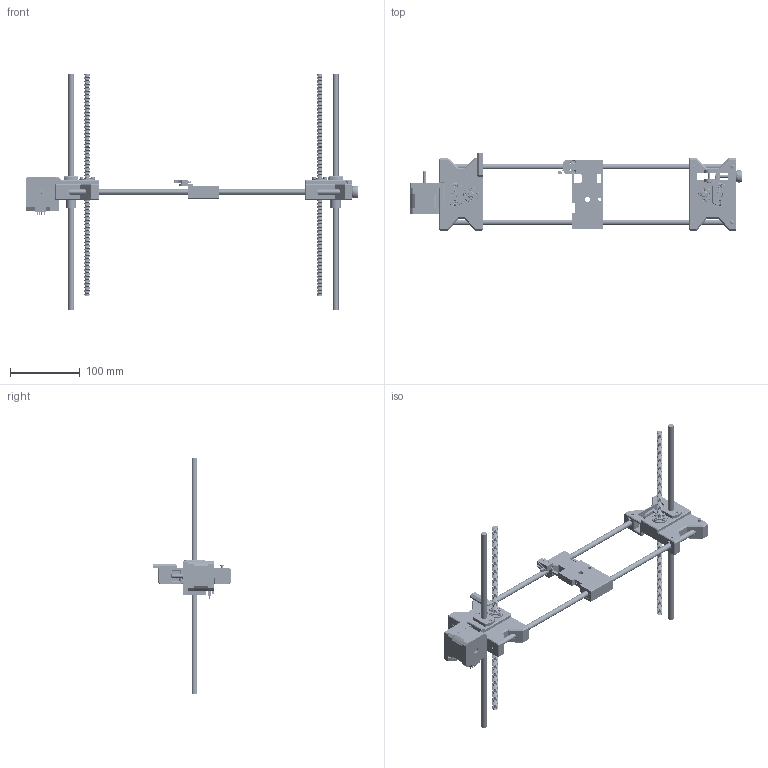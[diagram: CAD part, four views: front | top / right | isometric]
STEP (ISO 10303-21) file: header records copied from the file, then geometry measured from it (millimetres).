
FILE_DESCRIPTION(('FreeCAD Model'),'2;1');
FILE_NAME('Z-Axis Carriages_assembled.step','2020-08-11T20:48:12',(''),( ''),'Open CASCADE STEP processor 7.3','FreeCAD','Unknown');
FILE_SCHEMA(('CONFIG_CONTROL_DESIGN','SHAPE_APPEARANCE_LAYER_MIM'));
Length unit declared in the file: millimetre
Products named in the file (65): ZX-Axis_Carriages; Z-Rods; D8x340_Rod_Z-Left; D8x340_Rod_Z-Right; DriveUnit_Z; LeadScrew_8x319_001; LeadScrew_8x319_002; Z-axis_cross_beam_assembly__(up/down); Z-Carriage_Left; Carriage_Left; MotorHolder; Screws,Nuts,Bearing_Left; LMH8LUU_001; TR-NutWithFlange_001; M3x16-Screw052; M3x16-Screw050; M3x16-Screw051; M3x16-Screw049; M3x16-Screw044; M3x16-Screw046; M3-Nut016; M3-Nut023; M3-Nut022; M3-Nut025; M3-Nut024; M3-Nut026; Z-Carriage_Right; Carriage_Right; Tensioner_IdlerHolder_Bolt; Tensioner_IdlerHolder_Screw; Tensioner_AdjustingWheel; Screws,Nuts,Bearing_Right; LMH8LUU_002; TR-NutWithFlange_002; M3x16-Screw020; M3x16-Screw023; M3x16-Screw024; M3x16-Screw025; M3x16-Screw015; M3x16-Screw014 ...
Assembly tree (64 placements, depth 5):
  ZX-Axis_Carriages
    Z-Rods
      D8x340_Rod_Z-Left
      D8x340_Rod_Z-Right
    DriveUnit_Z
      LeadScrew_8x319_001
      LeadScrew_8x319_002
    Z-axis_cross_beam_assembly__(up/down)
      Z-Carriage_Left
        Carriage_Left
        MotorHolder
        Screws,Nuts,Bearing_Left
          LMH8LUU_001
          TR-NutWithFlange_001
          M3x16-Screw052
          M3x16-Screw050
          M3x16-Screw051
          M3x16-Screw049
          M3x16-Screw044
          M3x16-Screw046
          M3-Nut016
          M3-Nut023
          M3-Nut022
          M3-Nut025
          M3-Nut024
          M3-Nut026
      Z-Carriage_Right
        Carriage_Right
        Tensioner_IdlerHolder_Bolt
        Tensioner_IdlerHolder_Screw
        Tensioner_AdjustingWheel
        Screws,Nuts,Bearing_Right
          LMH8LUU_002
          TR-NutWithFlange_002
          M3x16-Screw020
          M3x16-Screw023
          M3x16-Screw024
          M3x16-Screw025
          M3x16-Screw015
          M3x16-Screw014
          M3-Nut010
          M3-Nut008
          M3-Nut
          M3-Nut009
          M3-Nut007
          M3-Nut006
          M3x16-Screw
          M3-Nut011
          M3x10-Screw001
          M3x10-Screw
          M3-Nut014
          M3-Nut015
          M4x35-Screw
          M4-Nut
      X-Axis
        X-Rods
          D8x418_Rod_X-Front
          D8x418_Rod_X-Back
        X-Sled_(Left/Right)
          AluSled001
Bounding box: 476.8 x 111 x 340.02 mm (x, y, z)
Volume: 461537 mm3; surface area: 195164.7 mm2
Topology: 55 solids, 55 shells, 3021 faces, 6530 edges, 3708 vertices
Faces by surface type: cone 1075, plane 983, cylinder 917, revolution 28, sphere 16, torus 2
Full cylindrical faces by diameter (mm): 0.8 x3, 1 x3, 1.4 x4, 1.8 x2, 2.35 x2, 2.459 x15, 2.5 x8, 3 x21, 3.2 x1, 3.242 x1, 3.4 x12, 3.5 x32, 4 x1, 4.4 x2, 4.5 x1, 4.6 x1, 4.86 x1, 5 x4, 5.5 x12, 5.6 x3, 6 x318, 6.1 x1, 6.5 x4, 6.6 x15, 7.3 x1, 8 x326, 8.3 x8, 8.4 x12, 8.7 x1, 9 x6
Entity records: 86401 total; most frequent: DIRECTION 15813, CARTESIAN_POINT 14744, ORIENTED_EDGE 13022, EDGE_CURVE 6511, AXIS2_PLACEMENT_3D 6203, VERTEX_POINT 3708, LINE 3379, VECTOR 3379
